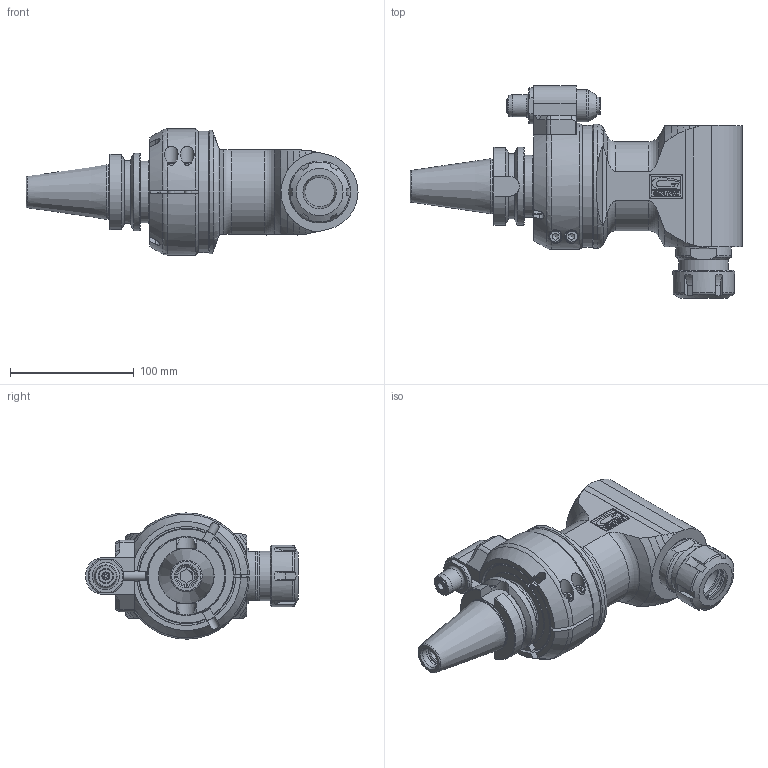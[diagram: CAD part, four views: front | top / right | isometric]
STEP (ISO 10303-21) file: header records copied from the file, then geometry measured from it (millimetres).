
FILE_DESCRIPTION(/* description */ (''),/* implementation_level */ '2;1');
FILE_NAME(/* name */ '9.F90.20S00-1B40.stp',/* time_stamp */ '2024-07-11T14:16:16-04:00',/* author */ ('jkrenzer'),/* organization */ (''),/* preprocessor_version */ 'ST-DEVELOPER v18.1',/* originating_system */ 'Autodesk Inventor 2022',/* authorisation */ '');
FILE_SCHEMA (('AUTOMOTIVE_DESIGN { 1 0 10303 214 3 1 1 }'));
Products named in the file (3): 9.F90.20S00-1B40; 9_F90_20S00; 9_GA1_346_2   (Type 1, BT40, 65mm)
Assembly tree (2 placements, depth 2):
  9.F90.20S00-1B40
    9_F90_20S00
    9_GA1_346_2   (Type 1, BT40, 65mm)
Bounding box: 268.4 x 171.75 x 101.99 mm (x, y, z)
Volume: 1210276.3 mm3; surface area: 167369.4 mm2
Topology: 8 solids, 10 shells, 548 faces, 1585 edges, 1105 vertices
Faces by surface type: plane 256, cylinder 121, cone 105, torus 32, bspline 32, sphere 2
Full cylindrical faces by diameter (mm): 2.5 x3, 2.6 x2, 3 x2, 4.2 x4, 5 x2, 6 x4, 6.5 x1, 7 x1, 8 x1, 10 x4, 10.4 x2, 11 x1, 12 x4, 12.5 x2, 13 x1, 14 x2, 17 x1, 17.6 x1, 18 x2, 19 x1, 24 x1, 26 x1, 27 x2, 29.5 x1, 35.8 x1, 38.5 x1, 40 x1, 40.6 x1, 43.85 x1, 45 x1
Entity records: 53125 total; most frequent: CARTESIAN_POINT 39123, ORIENTED_EDGE 3132, DIRECTION 2635, EDGE_CURVE 1566, VERTEX_POINT 1105, AXIS2_PLACEMENT_3D 938, LINE 759, VECTOR 759
